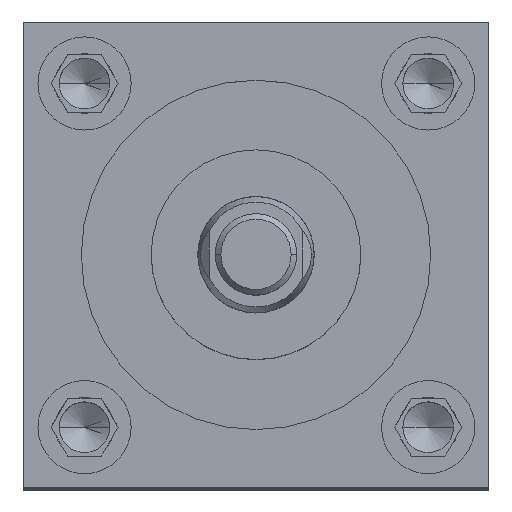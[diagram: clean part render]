
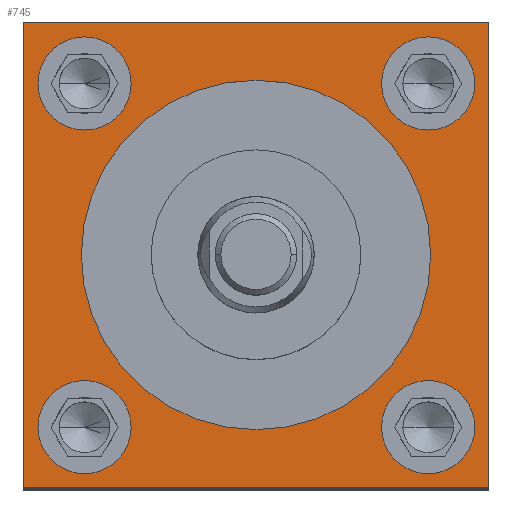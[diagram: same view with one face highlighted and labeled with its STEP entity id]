
A CAD part, top view. The second image highlights one B-rep face of the part: STEP entity #745.
In plain terms, the highlighted planar face has unit normal (0, 0, 1).
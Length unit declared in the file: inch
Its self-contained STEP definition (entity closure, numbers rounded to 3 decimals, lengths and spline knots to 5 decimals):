
#80 = VECTOR ( 'NONE', #4940, 39.37008 ) ;
#182 = ORIENTED_EDGE ( 'NONE', *, *, #1095, .F. ) ;
#207 = DIRECTION ( 'NONE',  ( -1., 0., 0. ) ) ;
#293 = CARTESIAN_POINT ( 'NONE',  ( 0., 0., 6.625 ) ) ;
#372 = EDGE_CURVE ( 'NONE', #6634, #1669, #6230, .T. ) ;
#388 = CARTESIAN_POINT ( 'NONE',  ( 0.674, -0.924, 6.625 ) ) ;
#555 = CARTESIAN_POINT ( 'NONE',  ( -0.92, -0.924, 6.625 ) ) ;
#586 = LINE ( 'NONE', #2753, #80 ) ;
#660 = DIRECTION ( 'NONE',  ( 0., 0., 1. ) ) ;
#699 = CARTESIAN_POINT ( 'NONE',  ( -1.25, 1.25, 6.625 ) ) ;
#745 = ADVANCED_FACE ( 'NONE', ( #1610, #5411, #1174, #4336, #1576, #3735 ), #1036, .F. ) ;
#780 = ORIENTED_EDGE ( 'NONE', *, *, #6164, .F. ) ;
#922 = CARTESIAN_POINT ( 'NONE',  ( -1.25, 1.25, 6.625 ) ) ;
#944 = VERTEX_POINT ( 'NONE', #922 ) ;
#970 = ORIENTED_EDGE ( 'NONE', *, *, #6157, .F. ) ;
#999 = AXIS2_PLACEMENT_3D ( 'NONE', #6658, #1840, #6697 ) ;
#1002 = VECTOR ( 'NONE', #2966, 39.37008 ) ;
#1003 = ORIENTED_EDGE ( 'NONE', *, *, #2991, .F. ) ;
#1036 = PLANE ( 'NONE',  #5898 ) ;
#1061 = CARTESIAN_POINT ( 'NONE',  ( -0.92, -0.924, 6.625 ) ) ;
#1068 = DIRECTION ( 'NONE',  ( -1., 0., 0. ) ) ;
#1079 = CARTESIAN_POINT ( 'NONE',  ( 0.924, -0.924, 6.625 ) ) ;
#1095 = EDGE_CURVE ( 'NONE', #2010, #4440, #6619, .T. ) ;
#1174 = FACE_BOUND ( 'NONE', #2552, .T. ) ;
#1201 = VERTEX_POINT ( 'NONE', #6073 ) ;
#1243 = ORIENTED_EDGE ( 'NONE', *, *, #4851, .F. ) ;
#1294 = EDGE_CURVE ( 'NONE', #4440, #2010, #4367, .T. ) ;
#1444 = AXIS2_PLACEMENT_3D ( 'NONE', #1509, #3707, #2085 ) ;
#1509 = CARTESIAN_POINT ( 'NONE',  ( -0.92, 0.92, 6.625 ) ) ;
#1576 = FACE_BOUND ( 'NONE', #1956, .T. ) ;
#1610 = FACE_BOUND ( 'NONE', #6257, .T. ) ;
#1669 = VERTEX_POINT ( 'NONE', #5809 ) ;
#1696 = CIRCLE ( 'NONE', #7027, 0.25 ) ;
#1833 = CARTESIAN_POINT ( 'NONE',  ( -0.67, 0.92, 6.625 ) ) ;
#1840 = DIRECTION ( 'NONE',  ( 0., 0., 1. ) ) ;
#1956 = EDGE_LOOP ( 'NONE', ( #970, #4666 ) ) ;
#2010 = VERTEX_POINT ( 'NONE', #6231 ) ;
#2069 = DIRECTION ( 'NONE',  ( 1., 0., 0. ) ) ;
#2085 = DIRECTION ( 'NONE',  ( 1., 0., 0. ) ) ;
#2127 = ORIENTED_EDGE ( 'NONE', *, *, #5621, .F. ) ;
#2132 = CIRCLE ( 'NONE', #6314, 0.25 ) ;
#2213 = CARTESIAN_POINT ( 'NONE',  ( -0.9375, 0., 6.625 ) ) ;
#2245 = ORIENTED_EDGE ( 'NONE', *, *, #5008, .T. ) ;
#2270 = VERTEX_POINT ( 'NONE', #2213 ) ;
#2304 = CARTESIAN_POINT ( 'NONE',  ( 1.25, -1.25, 6.625 ) ) ;
#2341 = CARTESIAN_POINT ( 'NONE',  ( 0.9375, 0., 6.625 ) ) ;
#2379 = DIRECTION ( 'NONE',  ( 1., 0., 0. ) ) ;
#2401 = CIRCLE ( 'NONE', #6352, 0.9375 ) ;
#2463 = DIRECTION ( 'NONE',  ( 0., 0., 1. ) ) ;
#2552 = EDGE_LOOP ( 'NONE', ( #182, #2618 ) ) ;
#2599 = CIRCLE ( 'NONE', #4890, 0.25 ) ;
#2603 = ORIENTED_EDGE ( 'NONE', *, *, #5527, .T. ) ;
#2618 = ORIENTED_EDGE ( 'NONE', *, *, #1294, .F. ) ;
#2659 = DIRECTION ( 'NONE',  ( 1., 0., 0. ) ) ;
#2753 = CARTESIAN_POINT ( 'NONE',  ( -1.25, -1.25, 6.625 ) ) ;
#2774 = EDGE_CURVE ( 'NONE', #1201, #3778, #586, .T. ) ;
#2838 = ORIENTED_EDGE ( 'NONE', *, *, #2774, .T. ) ;
#2966 = DIRECTION ( 'NONE',  ( 0., -1., 0. ) ) ;
#2970 = EDGE_CURVE ( 'NONE', #3397, #6499, #3821, .T. ) ;
#2991 = EDGE_CURVE ( 'NONE', #6499, #3397, #5656, .T. ) ;
#3099 = DIRECTION ( 'NONE',  ( 0., 0., 1. ) ) ;
#3195 = CARTESIAN_POINT ( 'NONE',  ( -1.25, 1.25, 6.625 ) ) ;
#3234 = DIRECTION ( 'NONE',  ( 0., 0., 1. ) ) ;
#3272 = DIRECTION ( 'NONE',  ( 1., 0., 0. ) ) ;
#3353 = CARTESIAN_POINT ( 'NONE',  ( 0.924, 0.92, 6.625 ) ) ;
#3397 = VERTEX_POINT ( 'NONE', #6410 ) ;
#3707 = DIRECTION ( 'NONE',  ( 0., 0., 1. ) ) ;
#3735 = FACE_OUTER_BOUND ( 'NONE', #4319, .T. ) ;
#3778 = VERTEX_POINT ( 'NONE', #2304 ) ;
#3821 = CIRCLE ( 'NONE', #1444, 0.25 ) ;
#3891 = LINE ( 'NONE', #6595, #1002 ) ;
#3896 = ORIENTED_EDGE ( 'NONE', *, *, #372, .F. ) ;
#3932 = DIRECTION ( 'NONE',  ( 0., 0., 1. ) ) ;
#4021 = CARTESIAN_POINT ( 'NONE',  ( 0.674, 0.92, 6.625 ) ) ;
#4027 = CARTESIAN_POINT ( 'NONE',  ( 1.25, 1.25, 6.625 ) ) ;
#4270 = AXIS2_PLACEMENT_3D ( 'NONE', #1061, #6923, #2069 ) ;
#4297 = CARTESIAN_POINT ( 'NONE',  ( 0., 0., 6.625 ) ) ;
#4319 = EDGE_LOOP ( 'NONE', ( #6380, #2838, #2245, #2603 ) ) ;
#4336 = FACE_BOUND ( 'NONE', #5291, .T. ) ;
#4367 = CIRCLE ( 'NONE', #4270, 0.25 ) ;
#4440 = VERTEX_POINT ( 'NONE', #5506 ) ;
#4512 = DIRECTION ( 'NONE',  ( 1., 0., 0. ) ) ;
#4562 = CIRCLE ( 'NONE', #5683, 0.9375 ) ;
#4616 = LINE ( 'NONE', #5709, #5435 ) ;
#4641 = DIRECTION ( 'NONE',  ( 1., 0., 0. ) ) ;
#4666 = ORIENTED_EDGE ( 'NONE', *, *, #6739, .F. ) ;
#4701 = AXIS2_PLACEMENT_3D ( 'NONE', #555, #3932, #4512 ) ;
#4851 = EDGE_CURVE ( 'NONE', #1669, #6634, #2132, .T. ) ;
#4890 = AXIS2_PLACEMENT_3D ( 'NONE', #5142, #6859, #4641 ) ;
#4932 = VERTEX_POINT ( 'NONE', #2341 ) ;
#4940 = DIRECTION ( 'NONE',  ( 1., 0., 0. ) ) ;
#5008 = EDGE_CURVE ( 'NONE', #3778, #5987, #4616, .T. ) ;
#5037 = ORIENTED_EDGE ( 'NONE', *, *, #2970, .F. ) ;
#5142 = CARTESIAN_POINT ( 'NONE',  ( 0.924, 0.92, 6.625 ) ) ;
#5175 = DIRECTION ( 'NONE',  ( 0., 1., 0. ) ) ;
#5239 = DIRECTION ( 'NONE',  ( 1., 0., 0. ) ) ;
#5291 = EDGE_LOOP ( 'NONE', ( #1003, #5037 ) ) ;
#5411 = FACE_BOUND ( 'NONE', #5971, .T. ) ;
#5416 = VERTEX_POINT ( 'NONE', #6487 ) ;
#5435 = VECTOR ( 'NONE', #5175, 39.37008 ) ;
#5442 = VECTOR ( 'NONE', #207, 39.37008 ) ;
#5506 = CARTESIAN_POINT ( 'NONE',  ( -1.17, -0.924, 6.625 ) ) ;
#5527 = EDGE_CURVE ( 'NONE', #5987, #944, #6145, .T. ) ;
#5550 = EDGE_CURVE ( 'NONE', #944, #1201, #3891, .T. ) ;
#5621 = EDGE_CURVE ( 'NONE', #5416, #6592, #1696, .T. ) ;
#5656 = CIRCLE ( 'NONE', #6541, 0.25 ) ;
#5683 = AXIS2_PLACEMENT_3D ( 'NONE', #293, #2463, #5239 ) ;
#5709 = CARTESIAN_POINT ( 'NONE',  ( 1.25, -1.25, 6.625 ) ) ;
#5809 = CARTESIAN_POINT ( 'NONE',  ( 1.174, -0.924, 6.625 ) ) ;
#5812 = CARTESIAN_POINT ( 'NONE',  ( -0.92, 0.92, 6.625 ) ) ;
#5898 = AXIS2_PLACEMENT_3D ( 'NONE', #3195, #5944, #1068 ) ;
#5944 = DIRECTION ( 'NONE',  ( 0., 0., -1. ) ) ;
#5971 = EDGE_LOOP ( 'NONE', ( #2127, #780 ) ) ;
#5987 = VERTEX_POINT ( 'NONE', #4027 ) ;
#6073 = CARTESIAN_POINT ( 'NONE',  ( -1.25, -1.25, 6.625 ) ) ;
#6145 = LINE ( 'NONE', #699, #5442 ) ;
#6157 = EDGE_CURVE ( 'NONE', #4932, #2270, #4562, .T. ) ;
#6164 = EDGE_CURVE ( 'NONE', #6592, #5416, #2599, .T. ) ;
#6230 = CIRCLE ( 'NONE', #999, 0.25 ) ;
#6231 = CARTESIAN_POINT ( 'NONE',  ( -0.67, -0.924, 6.625 ) ) ;
#6257 = EDGE_LOOP ( 'NONE', ( #1243, #3896 ) ) ;
#6314 = AXIS2_PLACEMENT_3D ( 'NONE', #1079, #3234, #3272 ) ;
#6352 = AXIS2_PLACEMENT_3D ( 'NONE', #4297, #6463, #2659 ) ;
#6380 = ORIENTED_EDGE ( 'NONE', *, *, #5550, .T. ) ;
#6410 = CARTESIAN_POINT ( 'NONE',  ( -1.17, 0.92, 6.625 ) ) ;
#6463 = DIRECTION ( 'NONE',  ( 0., 0., 1. ) ) ;
#6479 = DIRECTION ( 'NONE',  ( 1., 0., 0. ) ) ;
#6487 = CARTESIAN_POINT ( 'NONE',  ( 1.174, 0.92, 6.625 ) ) ;
#6499 = VERTEX_POINT ( 'NONE', #1833 ) ;
#6541 = AXIS2_PLACEMENT_3D ( 'NONE', #5812, #3099, #6479 ) ;
#6592 = VERTEX_POINT ( 'NONE', #4021 ) ;
#6595 = CARTESIAN_POINT ( 'NONE',  ( -1.25, -1.25, 6.625 ) ) ;
#6619 = CIRCLE ( 'NONE', #4701, 0.25 ) ;
#6634 = VERTEX_POINT ( 'NONE', #388 ) ;
#6658 = CARTESIAN_POINT ( 'NONE',  ( 0.924, -0.924, 6.625 ) ) ;
#6697 = DIRECTION ( 'NONE',  ( 1., 0., 0. ) ) ;
#6739 = EDGE_CURVE ( 'NONE', #2270, #4932, #2401, .T. ) ;
#6859 = DIRECTION ( 'NONE',  ( 0., 0., 1. ) ) ;
#6923 = DIRECTION ( 'NONE',  ( 0., 0., 1. ) ) ;
#7027 = AXIS2_PLACEMENT_3D ( 'NONE', #3353, #660, #2379 ) ;
